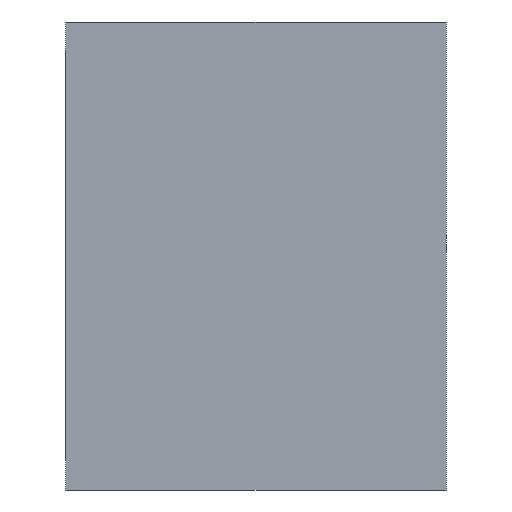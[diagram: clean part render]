
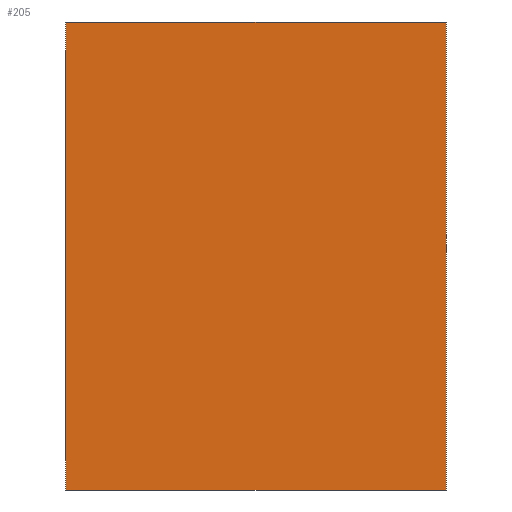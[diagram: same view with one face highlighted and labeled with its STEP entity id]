
A CAD part, left-side view. The second image highlights one B-rep face of the part: STEP entity #205.
In plain terms, the highlighted planar face has unit normal (-1, 0, 0).
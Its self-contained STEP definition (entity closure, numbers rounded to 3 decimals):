
#23=FACE_OUTER_BOUND('',#34,.T.);
#34=EDGE_LOOP('',(#158,#159,#160,#161));
#45=LINE('',#308,#69);
#58=LINE('',#334,#82);
#59=LINE('',#337,#83);
#60=LINE('',#338,#84);
#69=VECTOR('',#255,10.);
#82=VECTOR('',#280,10.);
#83=VECTOR('',#283,10.);
#84=VECTOR('',#284,10.);
#90=VERTEX_POINT('',#301);
#93=VERTEX_POINT('',#306);
#100=VERTEX_POINT('',#332);
#101=VERTEX_POINT('',#336);
#109=EDGE_CURVE('',#93,#90,#45,.T.);
#122=EDGE_CURVE('',#93,#100,#58,.T.);
#123=EDGE_CURVE('',#101,#100,#59,.T.);
#124=EDGE_CURVE('',#90,#101,#60,.T.);
#158=ORIENTED_EDGE('',*,*,#122,.T.);
#159=ORIENTED_EDGE('',*,*,#123,.F.);
#160=ORIENTED_EDGE('',*,*,#124,.F.);
#161=ORIENTED_EDGE('',*,*,#109,.F.);
#182=PLANE('',#239);
#205=ADVANCED_FACE('',(#23),#182,.T.);
#239=AXIS2_PLACEMENT_3D('',#335,#281,#282);
#255=DIRECTION('',(0.,0.,-1.));
#280=DIRECTION('',(0.,1.,0.));
#281=DIRECTION('center_axis',(-1.,0.,0.));
#282=DIRECTION('ref_axis',(0.,0.,1.));
#283=DIRECTION('',(0.,0.,1.));
#284=DIRECTION('',(0.,1.,0.));
#301=CARTESIAN_POINT('',(-500.,-50.,-800.));
#306=CARTESIAN_POINT('',(-500.,-50.,0.));
#308=CARTESIAN_POINT('',(-500.,-50.,0.));
#332=CARTESIAN_POINT('',(-500.,600.,0.));
#334=CARTESIAN_POINT('',(-500.,0.,0.));
#335=CARTESIAN_POINT('Origin',(-500.,0.,-800.));
#336=CARTESIAN_POINT('',(-500.,600.,-800.));
#337=CARTESIAN_POINT('',(-500.,600.,-800.));
#338=CARTESIAN_POINT('',(-500.,0.,-800.));
